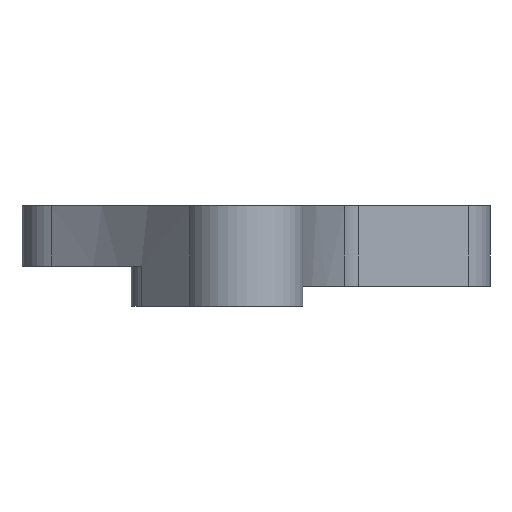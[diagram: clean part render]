
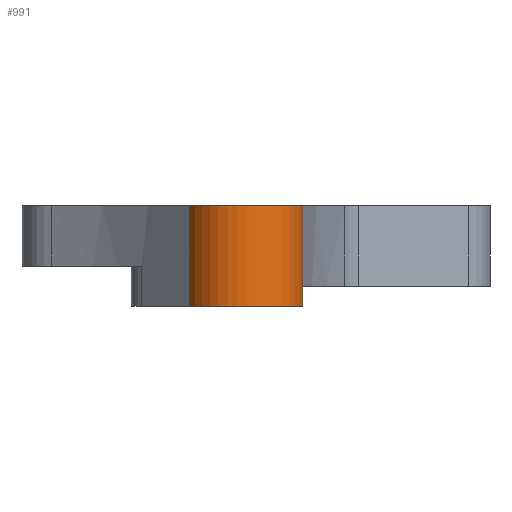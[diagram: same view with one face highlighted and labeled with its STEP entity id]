
A CAD part, front view. The second image highlights one B-rep face of the part: STEP entity #991.
In plain terms, the highlighted cylindrical face has radius 9 mm (diameter 18 mm), a partial arc.
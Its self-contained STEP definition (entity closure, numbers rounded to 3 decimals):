
#26 = VERTEX_POINT ( 'NONE', #325 ) ;
#50 = VERTEX_POINT ( 'NONE', #154 ) ;
#106 = EDGE_LOOP ( 'NONE', ( #329, #487, #627, #296 ) ) ;
#147 = DIRECTION ( 'NONE',  ( 0., 0., 1. ) ) ;
#154 = CARTESIAN_POINT ( 'NONE',  ( -46., 29., 0. ) ) ;
#272 = AXIS2_PLACEMENT_3D ( 'NONE', #349, #876, #1285 ) ;
#296 = ORIENTED_EDGE ( 'NONE', *, *, #480, .F. ) ;
#302 = LINE ( 'NONE', #716, #339 ) ;
#325 = CARTESIAN_POINT ( 'NONE',  ( -62.934, 24.75, 15. ) ) ;
#329 = ORIENTED_EDGE ( 'NONE', *, *, #540, .T. ) ;
#331 = VERTEX_POINT ( 'NONE', #1092 ) ;
#339 = VECTOR ( 'NONE', #402, 1000. ) ;
#348 = DIRECTION ( 'NONE',  ( 1., 0., 0. ) ) ;
#349 = CARTESIAN_POINT ( 'NONE',  ( -55., 29., 0. ) ) ;
#356 = CYLINDRICAL_SURFACE ( 'NONE', #603, 9. ) ;
#402 = DIRECTION ( 'NONE',  ( 0., 0., 1. ) ) ;
#480 = EDGE_CURVE ( 'NONE', #877, #26, #302, .T. ) ;
#487 = ORIENTED_EDGE ( 'NONE', *, *, #963, .T. ) ;
#514 = VECTOR ( 'NONE', #1059, 1000. ) ;
#536 = CIRCLE ( 'NONE', #706, 9. ) ;
#540 = EDGE_CURVE ( 'NONE', #877, #50, #1281, .T. ) ;
#566 = DIRECTION ( 'NONE',  ( 1., 0., 0. ) ) ;
#603 = AXIS2_PLACEMENT_3D ( 'NONE', #780, #1169, #348 ) ;
#627 = ORIENTED_EDGE ( 'NONE', *, *, #1040, .F. ) ;
#648 = CARTESIAN_POINT ( 'NONE',  ( -46., 29., 0. ) ) ;
#706 = AXIS2_PLACEMENT_3D ( 'NONE', #1075, #147, #566 ) ;
#716 = CARTESIAN_POINT ( 'NONE',  ( -62.934, 24.75, 0. ) ) ;
#728 = CARTESIAN_POINT ( 'NONE',  ( -62.934, 24.75, 0. ) ) ;
#780 = CARTESIAN_POINT ( 'NONE',  ( -55., 29., 0. ) ) ;
#868 = LINE ( 'NONE', #648, #514 ) ;
#876 = DIRECTION ( 'NONE',  ( 0., 0., 1. ) ) ;
#877 = VERTEX_POINT ( 'NONE', #728 ) ;
#963 = EDGE_CURVE ( 'NONE', #50, #331, #868, .T. ) ;
#991 = ADVANCED_FACE ( 'NONE', ( #1176 ), #356, .T. ) ;
#1040 = EDGE_CURVE ( 'NONE', #26, #331, #536, .T. ) ;
#1059 = DIRECTION ( 'NONE',  ( 0., 0., 1. ) ) ;
#1075 = CARTESIAN_POINT ( 'NONE',  ( -55., 29., 15. ) ) ;
#1092 = CARTESIAN_POINT ( 'NONE',  ( -46., 29., 15. ) ) ;
#1169 = DIRECTION ( 'NONE',  ( 0., 0., 1. ) ) ;
#1176 = FACE_OUTER_BOUND ( 'NONE', #106, .T. ) ;
#1281 = CIRCLE ( 'NONE', #272, 9. ) ;
#1285 = DIRECTION ( 'NONE',  ( 1., 0., 0. ) ) ;
